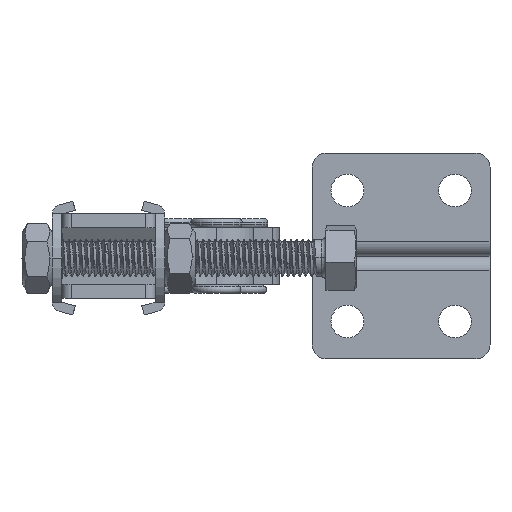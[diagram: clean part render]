
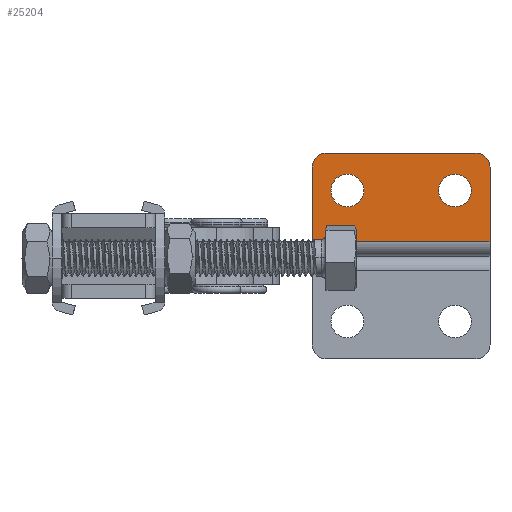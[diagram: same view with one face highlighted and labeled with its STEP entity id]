
A CAD part, left-side view. The second image highlights one B-rep face of the part: STEP entity #25204.
In plain terms, the highlighted planar face has unit normal (-1, 0, 0).
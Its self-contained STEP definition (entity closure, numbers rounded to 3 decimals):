
#21519 = EDGE_CURVE ( 'NONE', #22399, #22015, #64055, .T. ) ;
#22015 = VERTEX_POINT ( 'NONE', #64124 ) ;
#22399 = VERTEX_POINT ( 'NONE', #64165 ) ;
#22605 = EDGE_LOOP ( 'NONE', ( #24104, #25457 ) ) ;
#22691 = ORIENTED_EDGE ( 'NONE', *, *, #66324, .T. ) ;
#24104 = ORIENTED_EDGE ( 'NONE', *, *, #50410, .F. ) ;
#24897 = EDGE_LOOP ( 'NONE', ( #25505, #25723 ) ) ;
#24929 = ORIENTED_EDGE ( 'NONE', *, *, #25764, .T. ) ;
#24930 = ORIENTED_EDGE ( 'NONE', *, *, #21519, .T. ) ;
#25171 = EDGE_CURVE ( 'NONE', #51020, #50871, #65187, .T. ) ;
#25204 = ADVANCED_FACE ( 'NONE', ( #65162, #65285, #65282 ), #65233, .T. ) ;
#25207 = EDGE_CURVE ( 'NONE', #51381, #51379, #65278, .T. ) ;
#25213 = EDGE_LOOP ( 'NONE', ( #24930, #26242, #22691, #25754, #25697, #24929 ) ) ;
#25433 = EDGE_CURVE ( 'NONE', #22015, #66689, #65305, .T. ) ;
#25457 = ORIENTED_EDGE ( 'NONE', *, *, #25207, .F. ) ;
#25469 = VERTEX_POINT ( 'NONE', #65036 ) ;
#25505 = ORIENTED_EDGE ( 'NONE', *, *, #50103, .F. ) ;
#25697 = ORIENTED_EDGE ( 'NONE', *, *, #25767, .T. ) ;
#25723 = ORIENTED_EDGE ( 'NONE', *, *, #25171, .F. ) ;
#25754 = ORIENTED_EDGE ( 'NONE', *, *, #26231, .T. ) ;
#25764 = EDGE_CURVE ( 'NONE', #26253, #22399, #65348, .T. ) ;
#25767 = EDGE_CURVE ( 'NONE', #25469, #26253, #65337, .T. ) ;
#26231 = EDGE_CURVE ( 'NONE', #66712, #25469, #65412, .T. ) ;
#26242 = ORIENTED_EDGE ( 'NONE', *, *, #25433, .T. ) ;
#26253 = VERTEX_POINT ( 'NONE', #65406 ) ;
#50103 = EDGE_CURVE ( 'NONE', #50871, #51020, #74417, .T. ) ;
#50410 = EDGE_CURVE ( 'NONE', #51379, #51381, #74397, .T. ) ;
#50871 = VERTEX_POINT ( 'NONE', #74719 ) ;
#51020 = VERTEX_POINT ( 'NONE', #74666 ) ;
#51379 = VERTEX_POINT ( 'NONE', #74731 ) ;
#51381 = VERTEX_POINT ( 'NONE', #74781 ) ;
#64055 = LINE ( 'NONE', #64091, #64090 ) ;
#64089 = DIRECTION ( 'NONE',  ( 0., 0., -1. ) ) ;
#64090 = VECTOR ( 'NONE', #64089, 1000. ) ;
#64091 = CARTESIAN_POINT ( 'NONE',  ( -3., 38., 0. ) ) ;
#64124 = CARTESIAN_POINT ( 'NONE',  ( -3., 38., 3. ) ) ;
#64165 = CARTESIAN_POINT ( 'NONE',  ( -3., 38., 19. ) ) ;
#65036 = CARTESIAN_POINT ( 'NONE',  ( -3., 3., 22. ) ) ;
#65161 = AXIS2_PLACEMENT_3D ( 'NONE', #65232, #65284, #65283 ) ;
#65162 = FACE_BOUND ( 'NONE', #22605, .T. ) ;
#65187 = CIRCLE ( 'NONE', #65161, 3.5 ) ;
#65232 = CARTESIAN_POINT ( 'NONE',  ( -3., 30.5, 14. ) ) ;
#65233 = PLANE ( 'NONE',  #65286 ) ;
#65238 = CARTESIAN_POINT ( 'NONE',  ( -3., 3., 19. ) ) ;
#65271 = DIRECTION ( 'NONE',  ( 0., 0., 1. ) ) ;
#65272 = DIRECTION ( 'NONE',  ( -1., 0., 0. ) ) ;
#65273 = CARTESIAN_POINT ( 'NONE',  ( -3., 7.5, 14. ) ) ;
#65274 = AXIS2_PLACEMENT_3D ( 'NONE', #65273, #65272, #65271 ) ;
#65276 = DIRECTION ( 'NONE',  ( 0., 0., 1. ) ) ;
#65277 = DIRECTION ( 'NONE',  ( -1., 0., 0. ) ) ;
#65278 = CIRCLE ( 'NONE', #65274, 3.5 ) ;
#65282 = FACE_BOUND ( 'NONE', #24897, .T. ) ;
#65283 = DIRECTION ( 'NONE',  ( 0., 0., 1. ) ) ;
#65284 = DIRECTION ( 'NONE',  ( -1., 0., 0. ) ) ;
#65285 = FACE_OUTER_BOUND ( 'NONE', #25213, .T. ) ;
#65286 = AXIS2_PLACEMENT_3D ( 'NONE', #65238, #65277, #65276 ) ;
#65302 = VECTOR ( 'NONE', #65308, 1000. ) ;
#65305 = LINE ( 'NONE', #65320, #65302 ) ;
#65308 = DIRECTION ( 'NONE',  ( 0., -1., 0. ) ) ;
#65320 = CARTESIAN_POINT ( 'NONE',  ( -3., 0., 3. ) ) ;
#65337 = LINE ( 'NONE', #65339, #65375 ) ;
#65338 = DIRECTION ( 'NONE',  ( 0., 1., 0. ) ) ;
#65339 = CARTESIAN_POINT ( 'NONE',  ( -3., 35., 22. ) ) ;
#65342 = DIRECTION ( 'NONE',  ( 0., 0., -1. ) ) ;
#65343 = DIRECTION ( 'NONE',  ( -1., 0., 0. ) ) ;
#65347 = CARTESIAN_POINT ( 'NONE',  ( -3., 35., 19. ) ) ;
#65348 = CIRCLE ( 'NONE', #65352, 3. ) ;
#65352 = AXIS2_PLACEMENT_3D ( 'NONE', #65347, #65343, #65342 ) ;
#65375 = VECTOR ( 'NONE', #65338, 1000. ) ;
#65406 = CARTESIAN_POINT ( 'NONE',  ( -3., 35., 22. ) ) ;
#65408 = DIRECTION ( 'NONE',  ( 0., 0., 1. ) ) ;
#65409 = DIRECTION ( 'NONE',  ( -1., 0., 0. ) ) ;
#65410 = CARTESIAN_POINT ( 'NONE',  ( -3., 3., 19. ) ) ;
#65411 = AXIS2_PLACEMENT_3D ( 'NONE', #65410, #65409, #65408 ) ;
#65412 = CIRCLE ( 'NONE', #65411, 3. ) ;
#66324 = EDGE_CURVE ( 'NONE', #66689, #66712, #79185, .T. ) ;
#66689 = VERTEX_POINT ( 'NONE', #79357 ) ;
#66712 = VERTEX_POINT ( 'NONE', #79346 ) ;
#74397 = CIRCLE ( 'NONE', #74584, 3.5 ) ;
#74401 = DIRECTION ( 'NONE',  ( 0., 0., 1. ) ) ;
#74403 = DIRECTION ( 'NONE',  ( -1., 0., 0. ) ) ;
#74404 = CARTESIAN_POINT ( 'NONE',  ( -3., 30.5, 14. ) ) ;
#74406 = AXIS2_PLACEMENT_3D ( 'NONE', #74404, #74403, #74401 ) ;
#74417 = CIRCLE ( 'NONE', #74406, 3.5 ) ;
#74558 = DIRECTION ( 'NONE',  ( 0., 0., 1. ) ) ;
#74559 = DIRECTION ( 'NONE',  ( -1., 0., 0. ) ) ;
#74561 = CARTESIAN_POINT ( 'NONE',  ( -3., 7.5, 14. ) ) ;
#74584 = AXIS2_PLACEMENT_3D ( 'NONE', #74561, #74559, #74558 ) ;
#74666 = CARTESIAN_POINT ( 'NONE',  ( -3., 30.5, 17.5 ) ) ;
#74719 = CARTESIAN_POINT ( 'NONE',  ( -3., 30.5, 10.5 ) ) ;
#74731 = CARTESIAN_POINT ( 'NONE',  ( -3., 7.5, 10.5 ) ) ;
#74781 = CARTESIAN_POINT ( 'NONE',  ( -3., 7.5, 17.5 ) ) ;
#79177 = DIRECTION ( 'NONE',  ( 0., 0., 1. ) ) ;
#79178 = VECTOR ( 'NONE', #79177, 1000. ) ;
#79184 = CARTESIAN_POINT ( 'NONE',  ( -3., 0., 0. ) ) ;
#79185 = LINE ( 'NONE', #79184, #79178 ) ;
#79346 = CARTESIAN_POINT ( 'NONE',  ( -3., 0., 19. ) ) ;
#79357 = CARTESIAN_POINT ( 'NONE',  ( -3., 0., 3. ) ) ;
